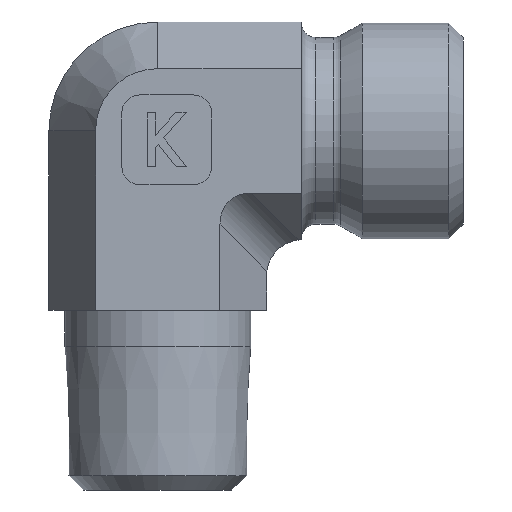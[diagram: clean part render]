
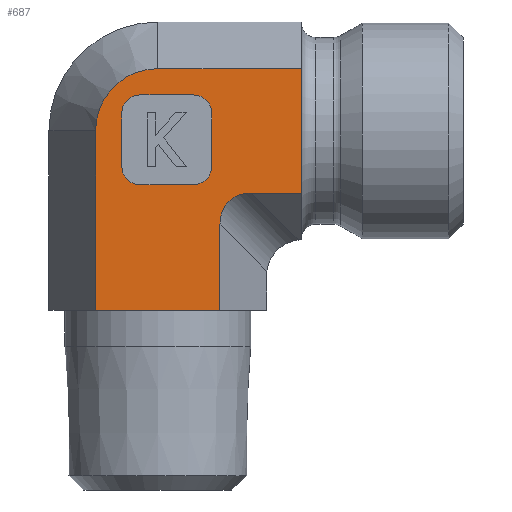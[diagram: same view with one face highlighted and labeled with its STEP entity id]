
A CAD part, left-side view. The second image highlights one B-rep face of the part: STEP entity #687.
In plain terms, the highlighted planar face has unit normal (-1, 0, 0).
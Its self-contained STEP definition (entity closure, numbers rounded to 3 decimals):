
#481=CARTESIAN_POINT('',(-25.685,6.08,1.));
#482=VERTEX_POINT('',#481);
#489=CARTESIAN_POINT('',(-25.685,13.008,1.));
#490=VERTEX_POINT('',#489);
#491=CARTESIAN_POINT('',(-25.685,13.008,1.));
#492=DIRECTION('',(0.0,-1.0,0.0));
#493=VECTOR('',#492,6.928);
#494=LINE('',#491,#493);
#495=EDGE_CURVE('',#490,#482,#494,.T.);
#545=CARTESIAN_POINT('',(-25.685,6.08,0.0));
#546=DIRECTION('',(-1.0,0.0,0.0));
#547=DIRECTION('',(0.0,0.0,1.0));
#548=AXIS2_PLACEMENT_3D('',#545,#546,#547);
#549=PLANE('',#548);
#550=ORIENTED_EDGE('',*,*,#495,.T.);
#551=CARTESIAN_POINT('',(-25.685,6.08,5.804));
#552=VERTEX_POINT('',#551);
#553=CARTESIAN_POINT('',(-25.685,6.08,1.));
#554=DIRECTION('',(0.0,0.0,1.0));
#555=VECTOR('',#554,4.804);
#556=LINE('',#553,#555);
#557=EDGE_CURVE('',#482,#552,#556,.T.);
#558=ORIENTED_EDGE('',*,*,#557,.T.);
#559=CARTESIAN_POINT('',(-25.685,4.348,7.536));
#560=VERTEX_POINT('',#559);
#561=CARTESIAN_POINT('',(-25.685,3.77,5.226));
#562=DIRECTION('',(-1.0,0.0,0.0));
#563=DIRECTION('',(0.0,0.707,0.707));
#564=AXIS2_PLACEMENT_3D('',#561,#562,#563);
#565=ELLIPSE('',#564,2.582,2.0);
#566=EDGE_CURVE('',#560,#552,#565,.T.);
#567=ORIENTED_EDGE('',*,*,#566,.F.);
#568=CARTESIAN_POINT('',(-25.685,1.544,7.536));
#569=VERTEX_POINT('',#568);
#570=CARTESIAN_POINT('',(-25.685,4.348,7.536));
#571=DIRECTION('',(0.0,-1.0,0.0));
#572=VECTOR('',#571,2.804);
#573=LINE('',#570,#572);
#574=EDGE_CURVE('',#560,#569,#573,.T.);
#575=ORIENTED_EDGE('',*,*,#574,.T.);
#576=CARTESIAN_POINT('',(-25.685,1.544,11.0));
#577=VERTEX_POINT('',#576);
#578=CARTESIAN_POINT('',(-25.685,1.544,7.536));
#579=DIRECTION('',(0.0,0.0,1.0));
#580=VECTOR('',#579,3.464);
#581=LINE('',#578,#580);
#582=EDGE_CURVE('',#569,#577,#581,.T.);
#583=ORIENTED_EDGE('',*,*,#582,.T.);
#584=CARTESIAN_POINT('',(-25.685,1.544,14.464));
#585=VERTEX_POINT('',#584);
#586=CARTESIAN_POINT('',(-25.685,1.544,11.0));
#587=DIRECTION('',(0.0,0.0,1.0));
#588=VECTOR('',#587,3.464);
#589=LINE('',#586,#588);
#590=EDGE_CURVE('',#577,#585,#589,.T.);
#591=ORIENTED_EDGE('',*,*,#590,.T.);
#592=CARTESIAN_POINT('',(-25.685,9.544,14.464));
#593=VERTEX_POINT('',#592);
#594=CARTESIAN_POINT('',(-25.685,9.544,14.464));
#595=DIRECTION('',(0.0,-1.0,0.0));
#596=VECTOR('',#595,8.);
#597=LINE('',#594,#596);
#598=EDGE_CURVE('',#593,#585,#597,.T.);
#599=ORIENTED_EDGE('',*,*,#598,.F.);
#600=CARTESIAN_POINT('',(-25.685,13.008,11.0));
#601=VERTEX_POINT('',#600);
#602=CARTESIAN_POINT('',(-25.685,9.544,11.0));
#603=DIRECTION('',(-1.0,0.0,0.0));
#604=DIRECTION('',(0.0,0.0,1.0));
#605=AXIS2_PLACEMENT_3D('',#602,#603,#604);
#606=CIRCLE('',#605,3.464);
#607=EDGE_CURVE('',#593,#601,#606,.T.);
#608=ORIENTED_EDGE('',*,*,#607,.T.);
#609=CARTESIAN_POINT('',(-25.685,13.008,1.));
#610=DIRECTION('',(0.0,0.0,1.0));
#611=VECTOR('',#610,10.);
#612=LINE('',#609,#611);
#613=EDGE_CURVE('',#490,#601,#612,.T.);
#614=ORIENTED_EDGE('',*,*,#613,.F.);
#615=EDGE_LOOP('',(#550,#558,#567,#575,#583,#591,#599,#608,#614));
#616=FACE_OUTER_BOUND('',#615,.T.);
#617=CARTESIAN_POINT('',(-25.685,7.544,8.));
#618=VERTEX_POINT('',#617);
#619=CARTESIAN_POINT('',(-25.685,10.544,8.));
#620=VERTEX_POINT('',#619);
#621=CARTESIAN_POINT('',(-25.685,7.544,8.));
#622=DIRECTION('',(0.0,1.0,0.0));
#623=VECTOR('',#622,3.);
#624=LINE('',#621,#623);
#625=EDGE_CURVE('',#618,#620,#624,.T.);
#626=ORIENTED_EDGE('',*,*,#625,.T.);
#627=CARTESIAN_POINT('',(-25.685,11.544,9.));
#628=VERTEX_POINT('',#627);
#629=CARTESIAN_POINT('',(-25.685,10.544,9.));
#630=DIRECTION('',(-1.0,0.0,0.0));
#631=DIRECTION('',(0.0,0.707,-0.707));
#632=AXIS2_PLACEMENT_3D('',#629,#630,#631);
#633=CIRCLE('',#632,1.0);
#634=EDGE_CURVE('',#628,#620,#633,.T.);
#635=ORIENTED_EDGE('',*,*,#634,.F.);
#636=CARTESIAN_POINT('',(-25.685,11.544,12.));
#637=VERTEX_POINT('',#636);
#638=CARTESIAN_POINT('',(-25.685,11.544,9.));
#639=DIRECTION('',(0.0,0.0,1.0));
#640=VECTOR('',#639,3.);
#641=LINE('',#638,#640);
#642=EDGE_CURVE('',#628,#637,#641,.T.);
#643=ORIENTED_EDGE('',*,*,#642,.T.);
#644=CARTESIAN_POINT('',(-25.685,10.544,13.));
#645=VERTEX_POINT('',#644);
#646=CARTESIAN_POINT('',(-25.685,10.544,12.));
#647=DIRECTION('',(-1.0,0.0,0.0));
#648=DIRECTION('',(0.0,0.707,0.707));
#649=AXIS2_PLACEMENT_3D('',#646,#647,#648);
#650=CIRCLE('',#649,1.0);
#651=EDGE_CURVE('',#645,#637,#650,.T.);
#652=ORIENTED_EDGE('',*,*,#651,.F.);
#653=CARTESIAN_POINT('',(-25.685,7.544,13.));
#654=VERTEX_POINT('',#653);
#655=CARTESIAN_POINT('',(-25.685,10.544,13.));
#656=DIRECTION('',(0.0,-1.0,0.0));
#657=VECTOR('',#656,3.);
#658=LINE('',#655,#657);
#659=EDGE_CURVE('',#645,#654,#658,.T.);
#660=ORIENTED_EDGE('',*,*,#659,.T.);
#661=CARTESIAN_POINT('',(-25.685,6.544,12.));
#662=VERTEX_POINT('',#661);
#663=CARTESIAN_POINT('',(-25.685,7.544,12.));
#664=DIRECTION('',(-1.0,0.0,0.0));
#665=DIRECTION('',(0.0,-0.707,0.707));
#666=AXIS2_PLACEMENT_3D('',#663,#664,#665);
#667=CIRCLE('',#666,1.0);
#668=EDGE_CURVE('',#662,#654,#667,.T.);
#669=ORIENTED_EDGE('',*,*,#668,.F.);
#670=CARTESIAN_POINT('',(-25.685,6.544,9.));
#671=VERTEX_POINT('',#670);
#672=CARTESIAN_POINT('',(-25.685,6.544,12.));
#673=DIRECTION('',(0.0,0.0,-1.0));
#674=VECTOR('',#673,3.0);
#675=LINE('',#672,#674);
#676=EDGE_CURVE('',#662,#671,#675,.T.);
#677=ORIENTED_EDGE('',*,*,#676,.T.);
#678=CARTESIAN_POINT('',(-25.685,7.544,9.));
#679=DIRECTION('',(-1.0,0.0,0.0));
#680=DIRECTION('',(0.0,-0.707,-0.707));
#681=AXIS2_PLACEMENT_3D('',#678,#679,#680);
#682=CIRCLE('',#681,1.0);
#683=EDGE_CURVE('',#618,#671,#682,.T.);
#684=ORIENTED_EDGE('',*,*,#683,.F.);
#685=EDGE_LOOP('',(#626,#635,#643,#652,#660,#669,#677,#684));
#686=FACE_BOUND('',#685,.T.);
#687=ADVANCED_FACE('',(#616,#686),#549,.T.);
